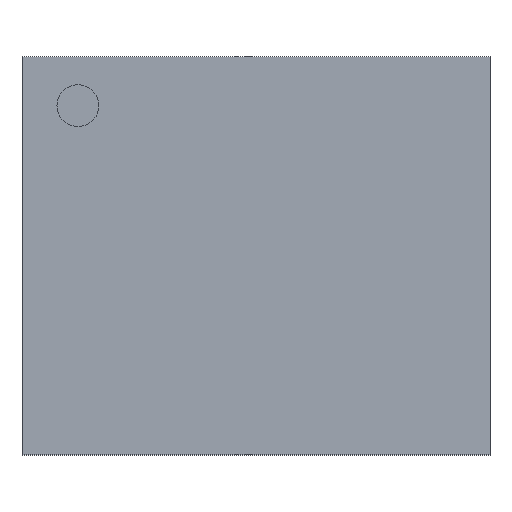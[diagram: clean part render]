
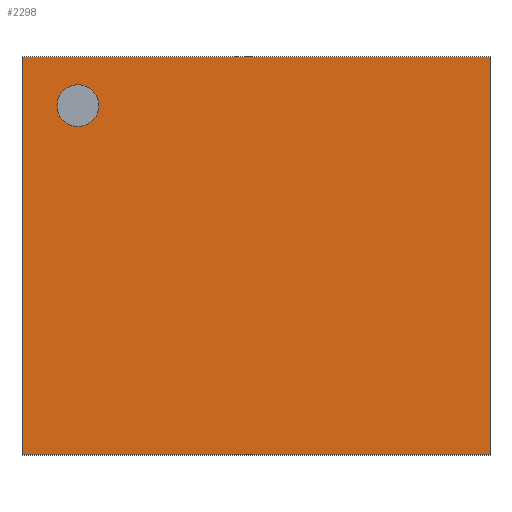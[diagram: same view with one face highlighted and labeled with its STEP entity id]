
A CAD part, top view. The second image highlights one B-rep face of the part: STEP entity #2298.
In plain terms, the highlighted planar face has unit normal (0, 0, 1).
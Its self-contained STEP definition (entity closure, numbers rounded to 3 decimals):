
#14=FACE_BOUND('',#421,.T.);
#164=PLANE('',#2442);
#292=FACE_OUTER_BOUND('',#420,.T.);
#420=EDGE_LOOP('',(#2057,#2058,#2059,#2060));
#421=EDGE_LOOP('',(#2061));
#738=LINE('',#3622,#1039);
#741=LINE('',#3628,#1042);
#744=LINE('',#3634,#1045);
#747=LINE('',#3638,#1048);
#1039=VECTOR('',#2987,10.);
#1042=VECTOR('',#2992,10.);
#1045=VECTOR('',#2997,10.);
#1048=VECTOR('',#3002,10.);
#1049=CIRCLE('',#2315,0.15);
#1051=VERTEX_POINT('',#3009);
#1247=VERTEX_POINT('',#3619);
#1248=VERTEX_POINT('',#3621);
#1250=VERTEX_POINT('',#3627);
#1252=VERTEX_POINT('',#3633);
#1253=EDGE_CURVE('',#1051,#1051,#1049,.T.);
#1546=EDGE_CURVE('',#1248,#1247,#738,.T.);
#1549=EDGE_CURVE('',#1250,#1248,#741,.T.);
#1552=EDGE_CURVE('',#1252,#1250,#744,.T.);
#1555=EDGE_CURVE('',#1247,#1252,#747,.T.);
#2057=ORIENTED_EDGE('',*,*,#1555,.T.);
#2058=ORIENTED_EDGE('',*,*,#1552,.T.);
#2059=ORIENTED_EDGE('',*,*,#1549,.T.);
#2060=ORIENTED_EDGE('',*,*,#1546,.T.);
#2061=ORIENTED_EDGE('',*,*,#1253,.T.);
#2298=ADVANCED_FACE('',(#292,#14),#164,.T.);
#2315=AXIS2_PLACEMENT_3D('',#3010,#2448,#2449);
#2442=AXIS2_PLACEMENT_3D('',#3639,#3003,#3004);
#2448=DIRECTION('center_axis',(0.,0.,-1.));
#2449=DIRECTION('ref_axis',(-1.,0.,0.));
#2987=DIRECTION('',(1.,0.,0.));
#2992=DIRECTION('',(0.,-1.,0.));
#2997=DIRECTION('',(-1.,0.,0.));
#3002=DIRECTION('',(0.,1.,0.));
#3003=DIRECTION('center_axis',(0.,0.,1.));
#3004=DIRECTION('ref_axis',(1.,0.,0.));
#3009=CARTESIAN_POINT('',(-1.125,1.075,1.));
#3010=CARTESIAN_POINT('Origin',(-1.275,1.075,1.));
#3619=CARTESIAN_POINT('',(1.675,-1.425,1.));
#3621=CARTESIAN_POINT('',(-1.675,-1.425,1.));
#3622=CARTESIAN_POINT('',(-1.675,-1.425,1.));
#3627=CARTESIAN_POINT('',(-1.675,1.425,1.));
#3628=CARTESIAN_POINT('',(-1.675,1.425,1.));
#3633=CARTESIAN_POINT('',(1.675,1.425,1.));
#3634=CARTESIAN_POINT('',(1.675,1.425,1.));
#3638=CARTESIAN_POINT('',(1.675,-1.425,1.));
#3639=CARTESIAN_POINT('Origin',(0.,0.,1.));
